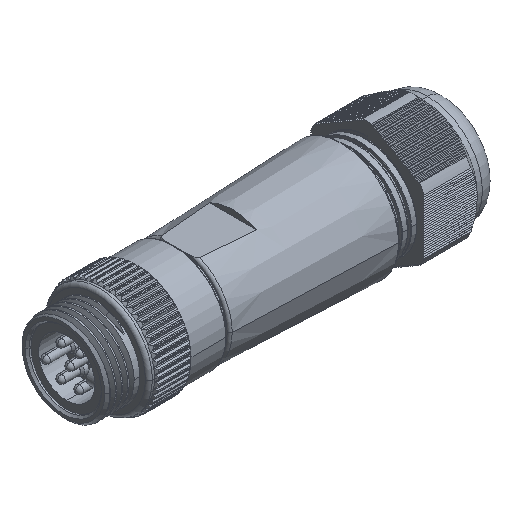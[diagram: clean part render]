
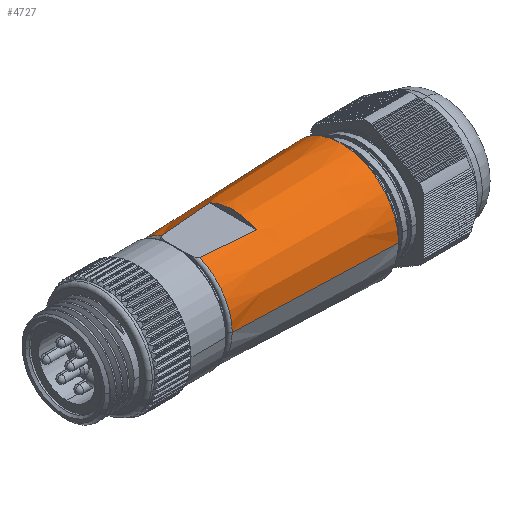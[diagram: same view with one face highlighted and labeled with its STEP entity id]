
A CAD part, isometric view. The second image highlights one B-rep face of the part: STEP entity #4727.
In plain terms, the highlighted conical face has half-angle 2 degrees and reference radius 13.09 mm.
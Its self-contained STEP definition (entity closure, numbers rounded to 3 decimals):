
#355 = DIRECTION ( 'NONE',  ( -1., 0., 0. ) ) ;
#455 = LINE ( 'NONE', #12038, #1397 ) ;
#1397 = VECTOR ( 'NONE', #20975, 1000. ) ;
#1606 = CIRCLE ( 'NONE', #33177, 14.531 ) ;
#2949 = CARTESIAN_POINT ( 'NONE',  ( 30.79, -5.606, 12.2 ) ) ;
#4556 = CARTESIAN_POINT ( 'NONE',  ( 26.341, 5.228, 12.2 ) ) ;
#4727 = ADVANCED_FACE ( 'NONE', ( #17472 ), #29474, .T. ) ;
#4772 = EDGE_LOOP ( 'NONE', ( #12268, #25719, #18498, #11428, #22284, #25737, #30368, #27013 ) ) ;
#5132 = CARTESIAN_POINT ( 'NONE',  ( 35.24, 0., 0. ) ) ;
#5623 = EDGE_CURVE ( 'NONE', #31181, #19659, #25724, .T. ) ;
#6225 = AXIS2_PLACEMENT_3D ( 'NONE', #28814, #11108, #31831 ) ;
#6669 = CARTESIAN_POINT ( 'NONE',  ( 21.897, 0., 0. ) ) ;
#7048 = CARTESIAN_POINT ( 'NONE',  ( 21.897, -13.112, 0. ) ) ;
#7452 = CARTESIAN_POINT ( 'NONE',  ( 35.24, 5.96, 12.2 ) ) ;
#7532 = VERTEX_POINT ( 'NONE', #11819 ) ;
#8050 = VECTOR ( 'NONE', #25218, 1000. ) ;
#8181 = DIRECTION ( 'NONE',  ( 0., 0., 1. ) ) ;
#8590 = CARTESIAN_POINT ( 'NONE',  ( 21.27, 0., 0. ) ) ;
#9650 = DIRECTION ( 'NONE',  ( 0., 1., 0. ) ) ;
#10464 = CARTESIAN_POINT ( 'NONE',  ( 21.27, -13.09, 0. ) ) ;
#11108 = DIRECTION ( 'NONE',  ( 1., 0., 0. ) ) ;
#11428 = ORIENTED_EDGE ( 'NONE', *, *, #15915, .F. ) ;
#11554 = DIRECTION ( 'NONE',  ( 0., 1., 0. ) ) ;
#11819 = CARTESIAN_POINT ( 'NONE',  ( 62.547, 14.531, 0. ) ) ;
#12038 = CARTESIAN_POINT ( 'NONE',  ( 21.27, 13.09, 0. ) ) ;
#12268 = ORIENTED_EDGE ( 'NONE', *, *, #26023, .T. ) ;
#13651 = CARTESIAN_POINT ( 'NONE',  ( 62.547, -14.531, 0. ) ) ;
#15915 = EDGE_CURVE ( 'NONE', #19497, #7532, #455, .T. ) ;
#15929 = VERTEX_POINT ( 'NONE', #29891 ) ;
#16854 = LINE ( 'NONE', #10464, #8050 ) ;
#16859 = VERTEX_POINT ( 'NONE', #25965 ) ;
#16992 = CARTESIAN_POINT ( 'NONE',  ( 21.897, 13.112, 0. ) ) ;
#17472 = FACE_OUTER_BOUND ( 'NONE', #4772, .T. ) ;
#17647 = CARTESIAN_POINT ( 'NONE',  ( 21.897, -4.804, 12.2 ) ) ;
#17767 = CARTESIAN_POINT ( 'NONE',  ( 26.341, -5.228, 12.2 ) ) ;
#18145 = CARTESIAN_POINT ( 'NONE',  ( 62.547, 0., 0. ) ) ;
#18161 = EDGE_CURVE ( 'NONE', #15929, #31181, #30210, .T. ) ;
#18498 = ORIENTED_EDGE ( 'NONE', *, *, #33095, .T. ) ;
#19497 = VERTEX_POINT ( 'NONE', #16992 ) ;
#19659 = VERTEX_POINT ( 'NONE', #20857 ) ;
#20857 = CARTESIAN_POINT ( 'NONE',  ( 35.24, 5.96, 12.2 ) ) ;
#20975 = DIRECTION ( 'NONE',  ( 0.999, 0.035, 0. ) ) ;
#21127 = DIRECTION ( 'NONE',  ( 0., -1., 0. ) ) ;
#21688 = CIRCLE ( 'NONE', #32024, 13.112 ) ;
#22284 = ORIENTED_EDGE ( 'NONE', *, *, #28612, .T. ) ;
#23083 = CARTESIAN_POINT ( 'NONE',  ( 35.24, -5.96, 12.2 ) ) ;
#23514 = VERTEX_POINT ( 'NONE', #7048 ) ;
#23709 = CARTESIAN_POINT ( 'NONE',  ( 35.24, -5.96, 12.2 ) ) ;
#24708 = VERTEX_POINT ( 'NONE', #13651 ) ;
#25218 = DIRECTION ( 'NONE',  ( 0.999, -0.035, 0. ) ) ;
#25307 = CARTESIAN_POINT ( 'NONE',  ( 21.897, 4.804, 12.2 ) ) ;
#25719 = ORIENTED_EDGE ( 'NONE', *, *, #34784, .T. ) ;
#25724 = CIRCLE ( 'NONE', #33250, 13.578 ) ;
#25737 = ORIENTED_EDGE ( 'NONE', *, *, #35388, .F. ) ;
#25895 = DIRECTION ( 'NONE',  ( -1., 0., 0. ) ) ;
#25965 = CARTESIAN_POINT ( 'NONE',  ( 21.897, 4.804, 12.2 ) ) ;
#26023 = EDGE_CURVE ( 'NONE', #15929, #23514, #21688, .T. ) ;
#26759 = AXIS2_PLACEMENT_3D ( 'NONE', #8590, #32282, #11554 ) ;
#27013 = ORIENTED_EDGE ( 'NONE', *, *, #18161, .F. ) ;
#27364 = DIRECTION ( 'NONE',  ( 1., 0., 0. ) ) ;
#28612 = EDGE_CURVE ( 'NONE', #19497, #16859, #38327, .T. ) ;
#28814 = CARTESIAN_POINT ( 'NONE',  ( 21.897, 0., 0. ) ) ;
#29474 = CONICAL_SURFACE ( 'NONE', #26759, 13.09, 0.035 ) ;
#29891 = CARTESIAN_POINT ( 'NONE',  ( 21.897, -4.804, 12.2 ) ) ;
#30210 = B_SPLINE_CURVE_WITH_KNOTS ( 'NONE', 3,
 ( #17647, #17767, #2949, #23709 ),
 .UNSPECIFIED., .F., .F.,
 ( 4, 4 ),
 ( 0.022, 0.036 ),
 .UNSPECIFIED. ) ;
#30368 = ORIENTED_EDGE ( 'NONE', *, *, #5623, .F. ) ;
#31181 = VERTEX_POINT ( 'NONE', #23083 ) ;
#31831 = DIRECTION ( 'NONE',  ( 0., 1., 0. ) ) ;
#32024 = AXIS2_PLACEMENT_3D ( 'NONE', #6669, #27364, #9650 ) ;
#32282 = DIRECTION ( 'NONE',  ( 1., 0., 0. ) ) ;
#33095 = EDGE_CURVE ( 'NONE', #24708, #7532, #1606, .T. ) ;
#33177 = AXIS2_PLACEMENT_3D ( 'NONE', #18145, #355, #21127 ) ;
#33250 = AXIS2_PLACEMENT_3D ( 'NONE', #5132, #25895, #8181 ) ;
#34143 = CARTESIAN_POINT ( 'NONE',  ( 30.79, 5.606, 12.2 ) ) ;
#34784 = EDGE_CURVE ( 'NONE', #23514, #24708, #16854, .T. ) ;
#35388 = EDGE_CURVE ( 'NONE', #19659, #16859, #38152, .T. ) ;
#38152 = B_SPLINE_CURVE_WITH_KNOTS ( 'NONE', 3,
 ( #7452, #34143, #4556, #25307 ),
 .UNSPECIFIED., .F., .F.,
 ( 4, 4 ),
 ( 0.015, 0.029 ),
 .UNSPECIFIED. ) ;
#38327 = CIRCLE ( 'NONE', #6225, 13.112 ) ;
